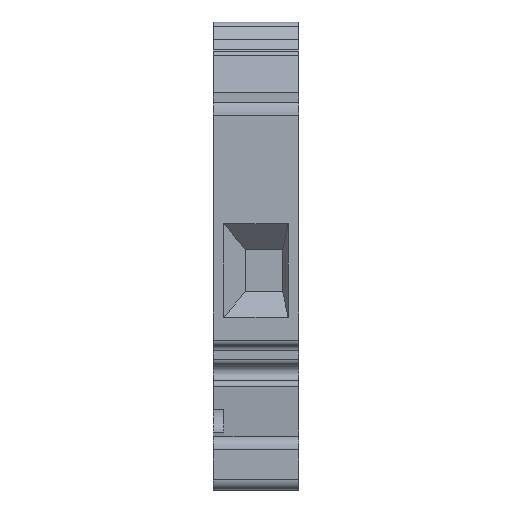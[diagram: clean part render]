
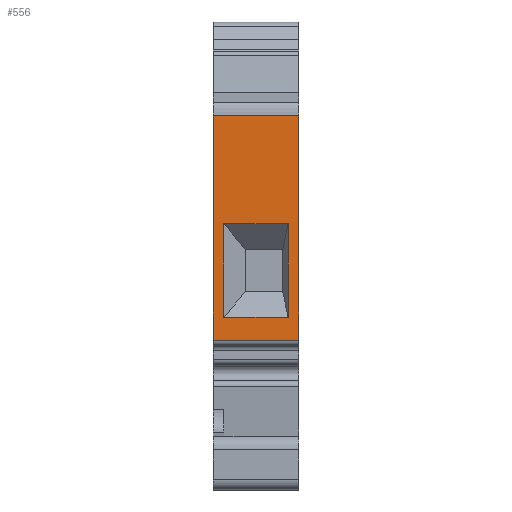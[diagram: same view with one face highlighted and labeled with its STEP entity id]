
A CAD part, left-side view. The second image highlights one B-rep face of the part: STEP entity #556.
In plain terms, the highlighted planar face has unit normal (-1, 0, 0).
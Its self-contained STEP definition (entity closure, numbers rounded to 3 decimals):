
#556 = ADVANCED_FACE( '', ( #1142, #1143 ), #1144, .T. );
#1142 = FACE_OUTER_BOUND( '', #1745, .T. );
#1143 = FACE_BOUND( '', #1746, .T. );
#1144 = PLANE( '', #1747 );
#1745 = EDGE_LOOP( '', ( #3495, #3496, #3497, #3498 ) );
#1746 = EDGE_LOOP( '', ( #3499, #3500, #3501, #3502 ) );
#1747 = AXIS2_PLACEMENT_3D( '', #3503, #3504, #3505 );
#3495 = ORIENTED_EDGE( '', *, *, #4205, .F. );
#3496 = ORIENTED_EDGE( '', *, *, #4109, .F. );
#3497 = ORIENTED_EDGE( '', *, *, #3936, .T. );
#3498 = ORIENTED_EDGE( '', *, *, #4400, .T. );
#3499 = ORIENTED_EDGE( '', *, *, #4363, .T. );
#3500 = ORIENTED_EDGE( '', *, *, #3919, .T. );
#3501 = ORIENTED_EDGE( '', *, *, #4102, .T. );
#3502 = ORIENTED_EDGE( '', *, *, #4412, .T. );
#3503 = CARTESIAN_POINT( '', ( -27.45, 8., 6.256 ) );
#3504 = DIRECTION( '', ( -1., 0., 0. ) );
#3505 = DIRECTION( '', ( 0., 0., 1. ) );
#3919 = EDGE_CURVE( '', #4825, #4822, #4826, .F. );
#3936 = EDGE_CURVE( '', #4854, #4852, #4855, .T. );
#4102 = EDGE_CURVE( '', #4822, #5125, #5127, .F. );
#4109 = EDGE_CURVE( '', #4854, #5134, #5137, .T. );
#4205 = EDGE_CURVE( '', #5134, #5276, #5277, .T. );
#4363 = EDGE_CURVE( '', #5469, #4825, #5470, .F. );
#4400 = EDGE_CURVE( '', #4852, #5276, #5510, .T. );
#4412 = EDGE_CURVE( '', #5125, #5469, #5522, .F. );
#4822 = VERTEX_POINT( '', #6054 );
#4825 = VERTEX_POINT( '', #6058 );
#4826 = LINE( '', #6059, #6060 );
#4852 = VERTEX_POINT( '', #6096 );
#4854 = VERTEX_POINT( '', #6098 );
#4855 = LINE( '', #6099, #6100 );
#5125 = VERTEX_POINT( '', #6460 );
#5127 = LINE( '', #6463, #6464 );
#5134 = VERTEX_POINT( '', #6473 );
#5137 = LINE( '', #6477, #6478 );
#5276 = VERTEX_POINT( '', #6671 );
#5277 = LINE( '', #6672, #6673 );
#5469 = VERTEX_POINT( '', #6948 );
#5470 = LINE( '', #6949, #6950 );
#5510 = LINE( '', #7004, #7005 );
#5522 = LINE( '', #7019, #7020 );
#6054 = CARTESIAN_POINT( '', ( -27.45, 7., 2.995 ) );
#6058 = CARTESIAN_POINT( '', ( -27.45, 7., -5.705 ) );
#6059 = CARTESIAN_POINT( '', ( -27.45, 7., 2.995 ) );
#6060 = VECTOR( '', #7329, 1000. );
#6096 = CARTESIAN_POINT( '', ( -27.45, 8., -7.855 ) );
#6098 = CARTESIAN_POINT( '', ( -27.45, 8., 13.145 ) );
#6099 = CARTESIAN_POINT( '', ( -27.45, 8., 13.145 ) );
#6100 = VECTOR( '', #7352, 1000. );
#6460 = CARTESIAN_POINT( '', ( -27.45, 1., 2.995 ) );
#6463 = CARTESIAN_POINT( '', ( -27.45, 1., 2.995 ) );
#6464 = VECTOR( '', #7618, 1000. );
#6473 = CARTESIAN_POINT( '', ( -27.45, 0., 13.145 ) );
#6477 = CARTESIAN_POINT( '', ( -27.45, 8., 13.145 ) );
#6478 = VECTOR( '', #7625, 1000. );
#6671 = CARTESIAN_POINT( '', ( -27.45, 0., -7.855 ) );
#6672 = CARTESIAN_POINT( '', ( -27.45, 0., 6.256 ) );
#6673 = VECTOR( '', #7752, 1000. );
#6948 = CARTESIAN_POINT( '', ( -27.45, 1., -5.705 ) );
#6949 = CARTESIAN_POINT( '', ( -27.45, 7., -5.705 ) );
#6950 = VECTOR( '', #7896, 1000. );
#7004 = CARTESIAN_POINT( '', ( -27.45, 8., -7.855 ) );
#7005 = VECTOR( '', #7914, 1000. );
#7019 = CARTESIAN_POINT( '', ( -27.45, 1., -5.705 ) );
#7020 = VECTOR( '', #7917, 1000. );
#7329 = DIRECTION( '', ( 0., 0., -1. ) );
#7352 = DIRECTION( '', ( 0., 0., -1. ) );
#7618 = DIRECTION( '', ( 0., 1., 0. ) );
#7625 = DIRECTION( '', ( 0., -1., 0. ) );
#7752 = DIRECTION( '', ( 0., 0., -1. ) );
#7896 = DIRECTION( '', ( 0., -1., 0. ) );
#7914 = DIRECTION( '', ( 0., -1., 0. ) );
#7917 = DIRECTION( '', ( 0., 0., 1. ) );
